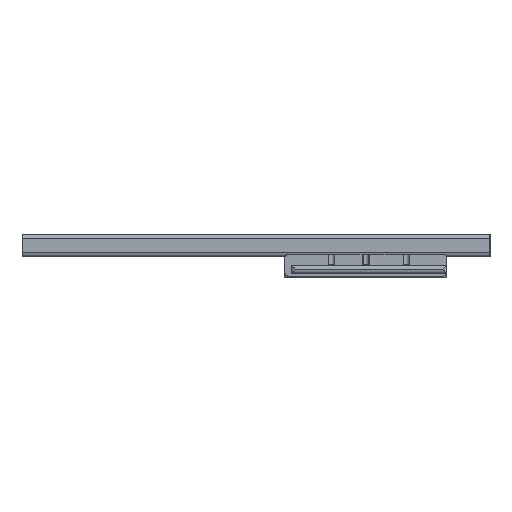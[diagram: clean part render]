
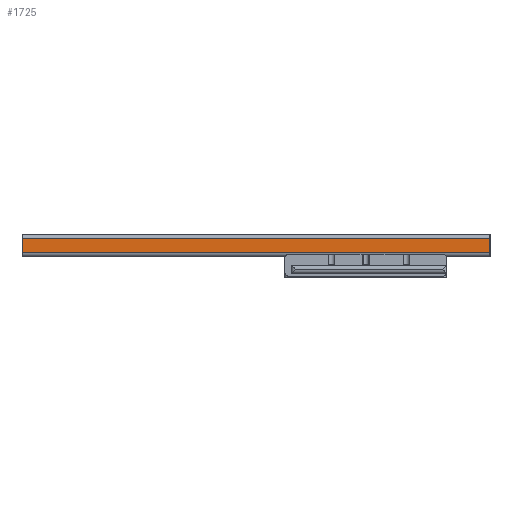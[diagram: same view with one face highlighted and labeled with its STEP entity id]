
A CAD part, left-side view. The second image highlights one B-rep face of the part: STEP entity #1725.
In plain terms, the highlighted planar face has unit normal (-1, 0, 0).
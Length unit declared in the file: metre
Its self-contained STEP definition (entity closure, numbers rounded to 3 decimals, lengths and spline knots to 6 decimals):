
#229=ORIENTED_EDGE('',*,*,#677,.F.);
#230=ORIENTED_EDGE('',*,*,#702,.T.);
#231=ORIENTED_EDGE('',*,*,#703,.T.);
#232=ORIENTED_EDGE('',*,*,#704,.T.);
#677=EDGE_CURVE('',#917,#918,#1086,.T.);
#702=EDGE_CURVE('',#917,#936,#1109,.T.);
#703=EDGE_CURVE('',#936,#937,#1110,.T.);
#704=EDGE_CURVE('',#937,#918,#1111,.F.);
#917=VERTEX_POINT('',#2677);
#918=VERTEX_POINT('',#2679);
#936=VERTEX_POINT('',#2730);
#937=VERTEX_POINT('',#2732);
#1086=LINE('',#2678,#1276);
#1109=LINE('',#2729,#1299);
#1110=LINE('',#2731,#1300);
#1111=LINE('',#2733,#1301);
#1276=VECTOR('',#2140,1.);
#1299=VECTOR('',#2183,1.);
#1300=VECTOR('',#2184,1.);
#1301=VECTOR('',#2185,1.);
#1455=EDGE_LOOP('',(#229,#230,#231,#232));
#1558=FACE_BOUND('',#1455,.T.);
#1653=PLANE('',#1912);
#1725=ADVANCED_FACE('',(#1558),#1653,.T.);
#1912=AXIS2_PLACEMENT_3D('',#2728,#2181,#2182);
#2140=DIRECTION('',(0.,0.,1.));
#2181=DIRECTION('',(-1.,0.,0.));
#2182=DIRECTION('',(0.,1.,0.));
#2183=DIRECTION('',(0.,-1.,0.));
#2184=DIRECTION('',(0.,0.,1.));
#2185=DIRECTION('',(0.,-1.,0.));
#2677=CARTESIAN_POINT('',(0.2125,0.136895,0.01875));
#2678=CARTESIAN_POINT('',(0.2125,0.136895,0.02925));
#2679=CARTESIAN_POINT('',(0.2125,0.136895,0.02975));
#2728=CARTESIAN_POINT('',(0.2125,-0.043105,0.02925));
#2729=CARTESIAN_POINT('',(0.2125,-0.228105,0.01875));
#2730=CARTESIAN_POINT('',(0.2125,-0.228105,0.01875));
#2731=CARTESIAN_POINT('',(0.2125,-0.228105,0.02925));
#2732=CARTESIAN_POINT('',(0.2125,-0.228105,0.02975));
#2733=CARTESIAN_POINT('',(0.2125,-0.043105,0.02975));
